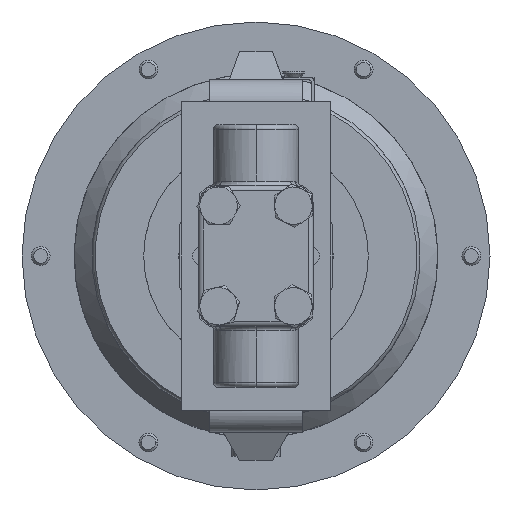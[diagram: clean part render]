
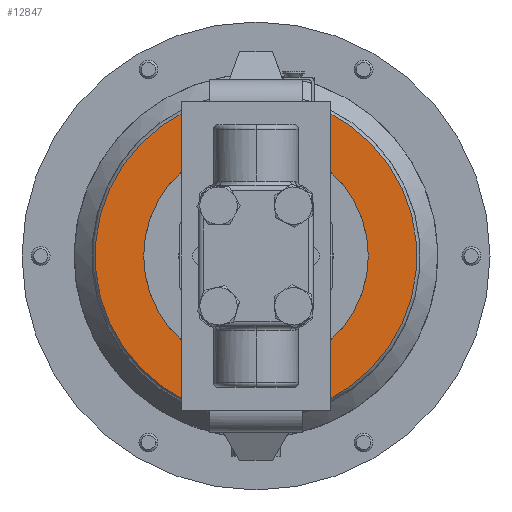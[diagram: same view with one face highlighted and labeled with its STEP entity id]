
A CAD part, front view. The second image highlights one B-rep face of the part: STEP entity #12847.
In plain terms, the highlighted planar face has unit normal (0, -1, 0).
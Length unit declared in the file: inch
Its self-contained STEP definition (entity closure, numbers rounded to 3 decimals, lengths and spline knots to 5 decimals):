
#133 = ORIENTED_EDGE ( 'NONE', *, *, #22078, .T. ) ;
#1243 = CARTESIAN_POINT ( 'NONE',  ( -0.585, 16.972, 2.11301 ) ) ;
#1477 = CIRCLE ( 'NONE', #4126, 1.5 ) ;
#1949 = DIRECTION ( 'NONE',  ( 0., 0., -1. ) ) ;
#2332 = VECTOR ( 'NONE', #14840, 39.37008 ) ;
#3062 = AXIS2_PLACEMENT_3D ( 'NONE', #6623, #22359, #8900 ) ;
#3091 = CARTESIAN_POINT ( 'NONE',  ( 1.5, 16.972, 0. ) ) ;
#3134 = CARTESIAN_POINT ( 'NONE',  ( -0.46, 16.972, 0. ) ) ;
#3223 = EDGE_CURVE ( 'NONE', #10329, #27262, #14795, .T. ) ;
#3681 = CARTESIAN_POINT ( 'NONE',  ( -0.585, 16.972, 2.11301 ) ) ;
#4126 = AXIS2_PLACEMENT_3D ( 'NONE', #12693, #28362, #14957 ) ;
#4377 = DIRECTION ( 'NONE',  ( 0., -1., 0. ) ) ;
#5742 = CARTESIAN_POINT ( 'NONE',  ( -0.585, 16.972, -2.06757 ) ) ;
#5923 = ORIENTED_EDGE ( 'NONE', *, *, #9866, .T. ) ;
#6047 = DIRECTION ( 'NONE',  ( 0., 0., 1. ) ) ;
#6247 = EDGE_LOOP ( 'NONE', ( #18781, #28081, #27375, #9343, #133, #22001, #14568, #23176, #5923 ) ) ;
#6601 = AXIS2_PLACEMENT_3D ( 'NONE', #23388, #9941, #25628 ) ;
#6623 = CARTESIAN_POINT ( 'NONE',  ( 0., 16.972, 0. ) ) ;
#7634 = DIRECTION ( 'NONE',  ( 0., 1., 0. ) ) ;
#7790 = AXIS2_PLACEMENT_3D ( 'NONE', #17896, #4377, #20138 ) ;
#8283 = LINE ( 'NONE', #1243, #2332 ) ;
#8313 = VERTEX_POINT ( 'NONE', #25376 ) ;
#8897 = DIRECTION ( 'NONE',  ( 0., -1., 0. ) ) ;
#8900 = DIRECTION ( 'NONE',  ( 0., 0., -1. ) ) ;
#9343 = ORIENTED_EDGE ( 'NONE', *, *, #28849, .T. ) ;
#9604 = CARTESIAN_POINT ( 'NONE',  ( -0.585, 16.972, 2.11301 ) ) ;
#9830 = VERTEX_POINT ( 'NONE', #19437 ) ;
#9835 = EDGE_CURVE ( 'NONE', #27713, #24072, #24919, .T. ) ;
#9866 = EDGE_CURVE ( 'NONE', #10454, #10329, #12287, .T. ) ;
#9941 = DIRECTION ( 'NONE',  ( 0., -1., 0. ) ) ;
#9967 = CARTESIAN_POINT ( 'NONE',  ( 0.585, 16.972, 2.06757 ) ) ;
#10329 = VERTEX_POINT ( 'NONE', #19307 ) ;
#10454 = VERTEX_POINT ( 'NONE', #18395 ) ;
#11102 = DIRECTION ( 'NONE',  ( 0., 0., 1. ) ) ;
#11526 = CIRCLE ( 'NONE', #6601, 2.4285 ) ;
#11915 = EDGE_CURVE ( 'NONE', #27262, #16953, #12429, .T. ) ;
#12098 = PLANE ( 'NONE',  #25780 ) ;
#12287 = LINE ( 'NONE', #21791, #24210 ) ;
#12415 = AXIS2_PLACEMENT_3D ( 'NONE', #28850, #15428, #1949 ) ;
#12429 = LINE ( 'NONE', #24546, #25052 ) ;
#12684 = ORIENTED_EDGE ( 'NONE', *, *, #20898, .F. ) ;
#12693 = CARTESIAN_POINT ( 'NONE',  ( 0., 16.972, 0. ) ) ;
#12847 = ADVANCED_FACE ( 'NONE', ( #22226, #15577 ), #12098, .F. ) ;
#12953 = EDGE_CURVE ( 'NONE', #23513, #25176, #1477, .T. ) ;
#13108 = DIRECTION ( 'NONE',  ( 0., -1., 0. ) ) ;
#14298 = VERTEX_POINT ( 'NONE', #9604 ) ;
#14568 = ORIENTED_EDGE ( 'NONE', *, *, #18013, .T. ) ;
#14795 = CIRCLE ( 'NONE', #3062, 2.14874 ) ;
#14840 = DIRECTION ( 'NONE',  ( 0., 0., -1. ) ) ;
#14957 = DIRECTION ( 'NONE',  ( -1., 0., 0. ) ) ;
#15428 = DIRECTION ( 'NONE',  ( 0., -1., 0. ) ) ;
#15577 = FACE_OUTER_BOUND ( 'NONE', #6247, .T. ) ;
#16514 = CARTESIAN_POINT ( 'NONE',  ( 0.585, 16.972, 2.11301 ) ) ;
#16953 = VERTEX_POINT ( 'NONE', #16514 ) ;
#17813 = ORIENTED_EDGE ( 'NONE', *, *, #12953, .F. ) ;
#17896 = CARTESIAN_POINT ( 'NONE',  ( 0., 16.972, 0. ) ) ;
#17902 = CIRCLE ( 'NONE', #7790, 2.1925 ) ;
#18013 = EDGE_CURVE ( 'NONE', #24072, #8313, #19638, .T. ) ;
#18286 = CIRCLE ( 'NONE', #23671, 1.5 ) ;
#18395 = CARTESIAN_POINT ( 'NONE',  ( 0.585, 16.972, -2.35699 ) ) ;
#18485 = EDGE_CURVE ( 'NONE', #16953, #14298, #17902, .T. ) ;
#18781 = ORIENTED_EDGE ( 'NONE', *, *, #3223, .T. ) ;
#19307 = CARTESIAN_POINT ( 'NONE',  ( 0.585, 16.972, -2.06757 ) ) ;
#19437 = CARTESIAN_POINT ( 'NONE',  ( -0.585, 16.972, 2.06757 ) ) ;
#19636 = EDGE_LOOP ( 'NONE', ( #17813, #12684 ) ) ;
#19638 = CIRCLE ( 'NONE', #20974, 2.4285 ) ;
#19665 = VECTOR ( 'NONE', #23944, 39.37008 ) ;
#20138 = DIRECTION ( 'NONE',  ( 0., 0., -1. ) ) ;
#20898 = EDGE_CURVE ( 'NONE', #25176, #23513, #18286, .T. ) ;
#20974 = AXIS2_PLACEMENT_3D ( 'NONE', #26499, #13108, #28776 ) ;
#21791 = CARTESIAN_POINT ( 'NONE',  ( 0.585, 16.972, 2.11301 ) ) ;
#22001 = ORIENTED_EDGE ( 'NONE', *, *, #9835, .T. ) ;
#22078 = EDGE_CURVE ( 'NONE', #9830, #27713, #26243, .T. ) ;
#22226 = FACE_BOUND ( 'NONE', #19636, .T. ) ;
#22358 = CARTESIAN_POINT ( 'NONE',  ( 0., 16.972, 0. ) ) ;
#22359 = DIRECTION ( 'NONE',  ( 0., -1., 0. ) ) ;
#22574 = CARTESIAN_POINT ( 'NONE',  ( -1.5, 16.972, 0. ) ) ;
#23176 = ORIENTED_EDGE ( 'NONE', *, *, #26364, .T. ) ;
#23369 = DIRECTION ( 'NONE',  ( 0., 0., -1. ) ) ;
#23388 = CARTESIAN_POINT ( 'NONE',  ( 0., 16.972, 0. ) ) ;
#23513 = VERTEX_POINT ( 'NONE', #22574 ) ;
#23671 = AXIS2_PLACEMENT_3D ( 'NONE', #22358, #8897, #24615 ) ;
#23944 = DIRECTION ( 'NONE',  ( 0., 0., -1. ) ) ;
#24072 = VERTEX_POINT ( 'NONE', #24706 ) ;
#24210 = VECTOR ( 'NONE', #6047, 39.37008 ) ;
#24546 = CARTESIAN_POINT ( 'NONE',  ( 0.585, 16.972, 2.11301 ) ) ;
#24615 = DIRECTION ( 'NONE',  ( -1., 0., 0. ) ) ;
#24706 = CARTESIAN_POINT ( 'NONE',  ( -0.585, 16.972, -2.35699 ) ) ;
#24919 = LINE ( 'NONE', #3681, #19665 ) ;
#25052 = VECTOR ( 'NONE', #11102, 39.37008 ) ;
#25176 = VERTEX_POINT ( 'NONE', #3091 ) ;
#25376 = CARTESIAN_POINT ( 'NONE',  ( 0., 16.972, -2.4285 ) ) ;
#25628 = DIRECTION ( 'NONE',  ( 0., 0., -1. ) ) ;
#25780 = AXIS2_PLACEMENT_3D ( 'NONE', #3134, #7634, #23369 ) ;
#26243 = CIRCLE ( 'NONE', #12415, 2.14874 ) ;
#26364 = EDGE_CURVE ( 'NONE', #8313, #10454, #11526, .T. ) ;
#26499 = CARTESIAN_POINT ( 'NONE',  ( 0., 16.972, 0. ) ) ;
#27262 = VERTEX_POINT ( 'NONE', #9967 ) ;
#27375 = ORIENTED_EDGE ( 'NONE', *, *, #18485, .T. ) ;
#27713 = VERTEX_POINT ( 'NONE', #5742 ) ;
#28081 = ORIENTED_EDGE ( 'NONE', *, *, #11915, .T. ) ;
#28362 = DIRECTION ( 'NONE',  ( 0., -1., 0. ) ) ;
#28776 = DIRECTION ( 'NONE',  ( 0., 0., -1. ) ) ;
#28849 = EDGE_CURVE ( 'NONE', #14298, #9830, #8283, .T. ) ;
#28850 = CARTESIAN_POINT ( 'NONE',  ( 0., 16.972, 0. ) ) ;
